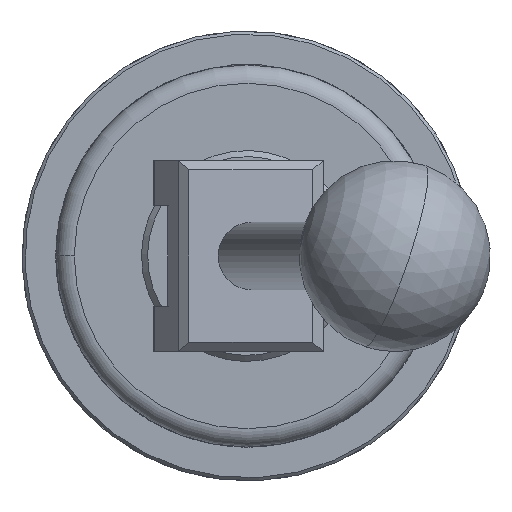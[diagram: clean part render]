
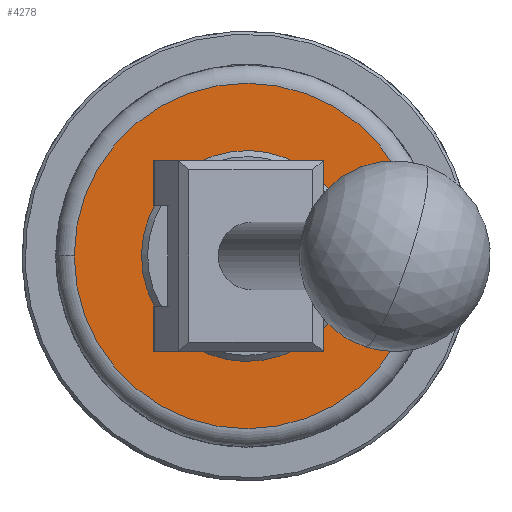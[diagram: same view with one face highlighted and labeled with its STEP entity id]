
A CAD part, front view. The second image highlights one B-rep face of the part: STEP entity #4278.
In plain terms, the highlighted planar face has unit normal (0, -1, 0).
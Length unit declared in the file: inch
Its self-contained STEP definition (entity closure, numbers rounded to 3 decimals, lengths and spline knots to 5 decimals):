
#465 = FACE_BOUND ( 'NONE', #8975, .T. ) ;
#986 = AXIS2_PLACEMENT_3D ( 'NONE', #1506, #7213, #7306 ) ;
#1506 = CARTESIAN_POINT ( 'NONE',  ( 0., 0., 0. ) ) ;
#3091 = EDGE_LOOP ( 'NONE', ( #12628, #14347 ) ) ;
#3351 = AXIS2_PLACEMENT_3D ( 'NONE', #13869, #9673, #16832 ) ;
#4196 = VERTEX_POINT ( 'NONE', #7041 ) ;
#4278 = ADVANCED_FACE ( 'NONE', ( #4942, #465 ), #10531, .T. ) ;
#4942 = FACE_OUTER_BOUND ( 'NONE', #3091, .T. ) ;
#5038 = CARTESIAN_POINT ( 'NONE',  ( 0., 0., 0. ) ) ;
#6454 = CARTESIAN_POINT ( 'NONE',  ( 0., 0., -0.348 ) ) ;
#6461 = CARTESIAN_POINT ( 'NONE',  ( -0.348, 0., 0. ) ) ;
#6795 = DIRECTION ( 'NONE',  ( 0., -1., 0. ) ) ;
#6914 = EDGE_CURVE ( 'NONE', #14010, #4196, #13386, .T. ) ;
#6968 = CARTESIAN_POINT ( 'NONE',  ( 0., 0., 0. ) ) ;
#7041 = CARTESIAN_POINT ( 'NONE',  ( -1.13, 0., 0. ) ) ;
#7079 = ORIENTED_EDGE ( 'NONE', *, *, #8846, .F. ) ;
#7213 = DIRECTION ( 'NONE',  ( 0., -1., 0. ) ) ;
#7306 = DIRECTION ( 'NONE',  ( 1., 0., 0. ) ) ;
#7633 = CARTESIAN_POINT ( 'NONE',  ( 0.348, 0., 0. ) ) ;
#7846 = DIRECTION ( 'NONE',  ( 1., 0., 0. ) ) ;
#8846 = EDGE_CURVE ( 'NONE', #11386, #12655, #14693, .T. ) ;
#8975 = EDGE_LOOP ( 'NONE', ( #11949, #7079 ) ) ;
#9237 = EDGE_CURVE ( 'NONE', #12655, #11386, #9361, .T. ) ;
#9361 = CIRCLE ( 'NONE', #16781, 0.348 ) ;
#9673 = DIRECTION ( 'NONE',  ( 0., -1., 0. ) ) ;
#10531 = PLANE ( 'NONE',  #16995 ) ;
#10984 = DIRECTION ( 'NONE',  ( 0., -1., 0. ) ) ;
#11386 = VERTEX_POINT ( 'NONE', #6461 ) ;
#11949 = ORIENTED_EDGE ( 'NONE', *, *, #9237, .F. ) ;
#12628 = ORIENTED_EDGE ( 'NONE', *, *, #6914, .T. ) ;
#12655 = VERTEX_POINT ( 'NONE', #7633 ) ;
#12667 = DIRECTION ( 'NONE',  ( 1., 0., 0. ) ) ;
#12890 = CIRCLE ( 'NONE', #3351, 1.13 ) ;
#13386 = CIRCLE ( 'NONE', #15743, 1.13 ) ;
#13869 = CARTESIAN_POINT ( 'NONE',  ( 0., 0., 0. ) ) ;
#14010 = VERTEX_POINT ( 'NONE', #16153 ) ;
#14347 = ORIENTED_EDGE ( 'NONE', *, *, #15547, .T. ) ;
#14693 = CIRCLE ( 'NONE', #986, 0.348 ) ;
#15448 = DIRECTION ( 'NONE',  ( 1., 0., 0. ) ) ;
#15547 = EDGE_CURVE ( 'NONE', #4196, #14010, #12890, .T. ) ;
#15743 = AXIS2_PLACEMENT_3D ( 'NONE', #6968, #6795, #15448 ) ;
#16153 = CARTESIAN_POINT ( 'NONE',  ( 1.13, 0., 0. ) ) ;
#16224 = DIRECTION ( 'NONE',  ( 0., -1., 0. ) ) ;
#16781 = AXIS2_PLACEMENT_3D ( 'NONE', #5038, #16224, #7846 ) ;
#16832 = DIRECTION ( 'NONE',  ( 1., 0., 0. ) ) ;
#16995 = AXIS2_PLACEMENT_3D ( 'NONE', #6454, #10984, #12667 ) ;
